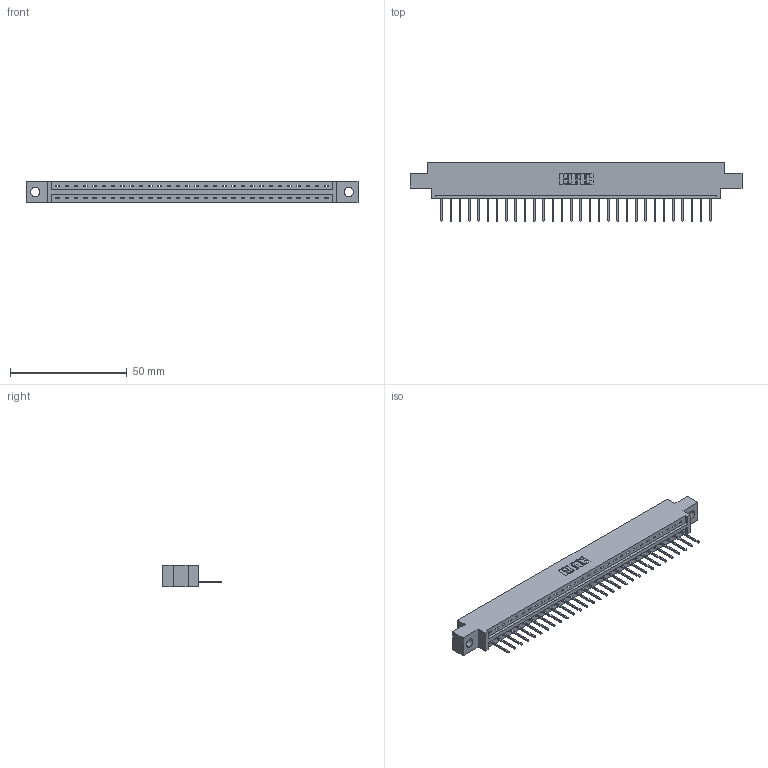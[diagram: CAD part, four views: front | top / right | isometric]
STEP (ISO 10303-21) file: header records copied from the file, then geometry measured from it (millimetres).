
FILE_DESCRIPTION (( 'STEP AP203' ), '1' );
FILE_NAME ('387-030-523-604.STEP', '2018-09-18T01:39:55', ( '' ), ( '' ), 'SwSTEP 2.0', 'SolidWorks 2016', '' );
FILE_SCHEMA (( 'CONFIG_CONTROL_DESIGN' ));
Length unit declared in the file: inch
Products named in the file (3): 337 Part_0.170 Offset - 0.156 Dia-TH; 345-292-001_345-293-123; 387-030-523-604
Assembly tree (31 placements, depth 2):
  387-030-523-604
    337 Part_0.170 Offset - 0.156 Dia-TH
    345-292-001_345-293-123  x30
Bounding box: 141.88 x 25.15 x 9.4 mm (x, y, z)
Volume: 14379.4 mm3; surface area: 14710.5 mm2
Topology: 31 solids, 31 shells, 1978 faces, 5963 edges, 3934 vertices
Faces by surface type: plane 1454, cylinder 524
Entity records: 24005 total; most frequent: CARTESIAN_POINT 4188, ORIENTED_EDGE 4154, DIRECTION 3549, EDGE_CURVE 2077, VECTOR 1949, LINE 1949, VERTEX_POINT 1382, AXIS2_PLACEMENT_3D 800
